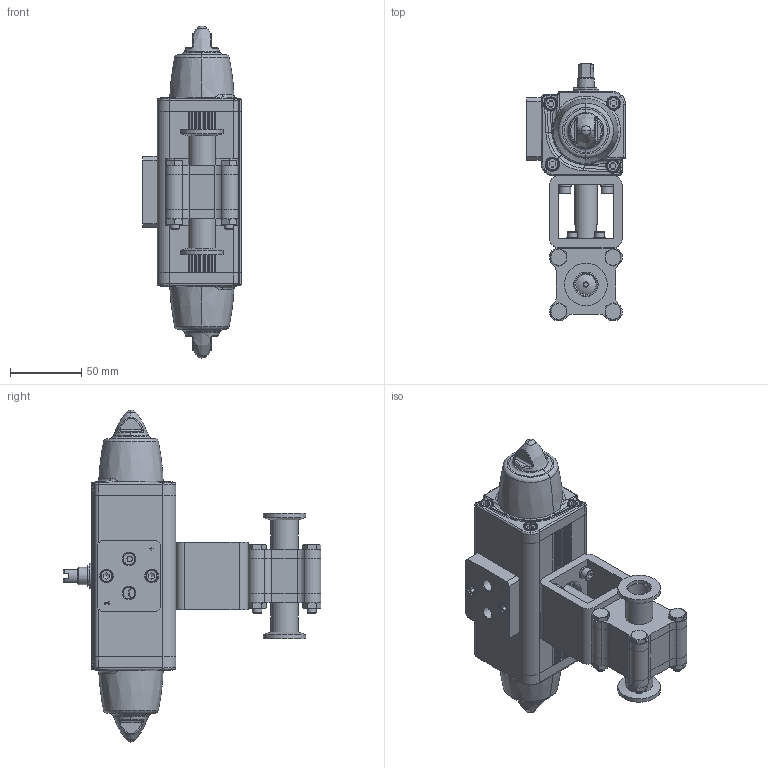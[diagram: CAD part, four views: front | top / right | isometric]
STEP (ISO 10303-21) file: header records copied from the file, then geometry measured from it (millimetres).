
FILE_DESCRIPTION(/* description */ (''),/* implementation_level */ '2;1');
FILE_NAME(/* name */ '3009120b.stp',/* time_stamp */ '2020-10-07T13:21:27-04:00',/* author */ ('Sana_M'),/* organization */ (''),/* preprocessor_version */ 'ST-DEVELOPER v16.13',/* originating_system */ 'Autodesk Inventor 2018',/* authorisation */ '');
FILE_SCHEMA (('AUTOMOTIVE_DESIGN { 1 0 10303 214 3 1 1 }'));
Products named in the file (1): 3009120b
Bounding box: 69.36 x 181.2 x 233.29 mm (x, y, z)
Surface area: 111967.5 mm2 (no closed solid volume)
Topology: 0 solids, 88 shells, 1334 faces, 3685 edges, 2328 vertices
Faces by surface type: cylinder 377, plane 366, bspline 209, cone 169, torus 144, sphere 69
Full cylindrical faces by diameter (mm): 1.7 x2, 3.175 x1, 4.166 x2, 5 x1, 6.35 x4, 6.858 x4, 8.382 x4, 8.89 x2, 11.3 x1, 12 x1, 14.275 x1, 15.875 x3, 17.196 x2, 18 x1, 19.05 x3, 20.32 x1, 25.4 x1, 29.972 x2
Entity records: 80630 total; most frequent: CARTESIAN_POINT 47728, DIRECTION 6497, ORIENTED_EDGE 6142, EDGE_CURVE 3508, AXIS2_PLACEMENT_3D 2631, VERTEX_POINT 2293, EDGE_LOOP 1517, CIRCLE 1411
